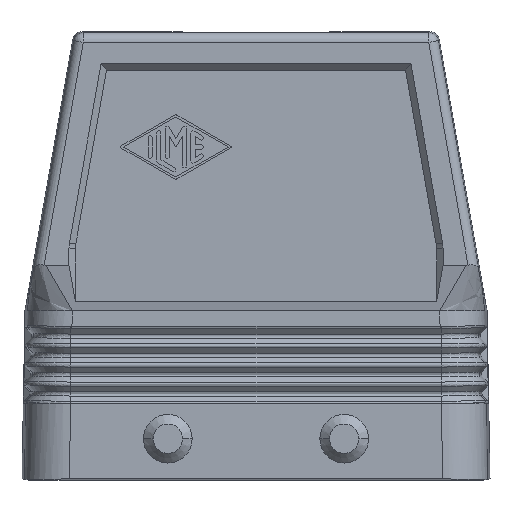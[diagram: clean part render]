
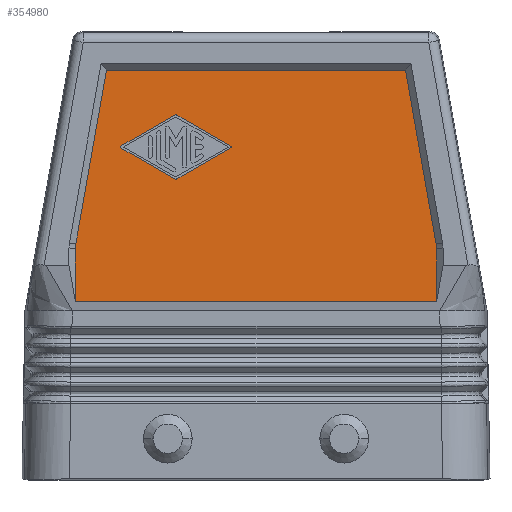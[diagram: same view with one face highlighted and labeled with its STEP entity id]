
A CAD part, left-side view. The second image highlights one B-rep face of the part: STEP entity #354980.
In plain terms, the highlighted planar face has unit normal (-1, 0, 0).
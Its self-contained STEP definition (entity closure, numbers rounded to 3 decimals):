
#179110=CARTESIAN_POINT('',(74.12,-0.695,
36.859));
#179120=VERTEX_POINT('',#179110);
#179300=CARTESIAN_POINT('',(74.12,-0.759,
36.123));
#179310=VERTEX_POINT('',#179300);
#179340=CARTESIAN_POINT('',(74.12,7.729,
35.752));
#179350=DIRECTION('',(1.,0.,0.));
#179360=DIRECTION('',(0.,0.996,-0.087));
#179370=AXIS2_PLACEMENT_3D('',#179340,#179350,#179360);
#179380=ELLIPSE('',#179370,8.504,6.002);
#179390=EDGE_CURVE('',#179120,#179310,#179380,.T.);
#201950=CARTESIAN_POINT('',(74.12,-0.759,
27.871));
#201960=VERTEX_POINT('',#201950);
#201990=CARTESIAN_POINT('',(74.12,-0.759,
34.229));
#202000=DIRECTION('',(0.,0.,1.));
#202010=VECTOR('',#202000,1.);
#202020=LINE('',#201990,#202010);
#202030=EDGE_CURVE('',#201960,#179310,#202020,.T.);
#258020=CARTESIAN_POINT('',(74.12,-1.158,
34.229));
#258030=DIRECTION('',(0.,0.174,0.985));
#258040=VECTOR('',#258030,1.);
#258050=LINE('',#258020,#258040);
#258060=CARTESIAN_POINT('',(74.12,4.087,
64.));
#258070=VERTEX_POINT('',#258060);
#258080=EDGE_CURVE('',#179120,#258070,#258050,.T.);
#273450=CARTESIAN_POINT('',(74.12,55.579,
36.129));
#273460=VERTEX_POINT('',#273450);
#273640=CARTESIAN_POINT('',(74.12,55.515,
36.865));
#273650=VERTEX_POINT('',#273640);
#273680=CARTESIAN_POINT('',(74.12,47.091,
35.758));
#273690=DIRECTION('',(1.,0.,0.));
#273700=DIRECTION('',(0.,0.996,0.087));
#273710=AXIS2_PLACEMENT_3D('',#273680,#273690,#273700);
#273720=ELLIPSE('',#273710,8.504,6.002);
#273730=EDGE_CURVE('',#273460,#273650,#273720,.T.);
#352860=CARTESIAN_POINT('',(74.12,25.163,
64.));
#352870=DIRECTION('',(0.,1.,0.));
#352880=VECTOR('',#352870,1.);
#352890=LINE('',#352860,#352880);
#352900=CARTESIAN_POINT('',(74.12,50.734,
64.));
#352910=VERTEX_POINT('',#352900);
#352920=EDGE_CURVE('',#258070,#352910,#352890,.T.);
#353220=CARTESIAN_POINT('',(74.12,55.979,
34.229));
#353230=DIRECTION('',(0.,-0.174,0.985));
#353240=VECTOR('',#353230,1.);
#353250=LINE('',#353220,#353240);
#353260=EDGE_CURVE('',#273650,#352910,#353250,.T.);
#353750=CARTESIAN_POINT('',(74.12,55.579,
34.229));
#353760=DIRECTION('',(0.,0.,1.));
#353770=VECTOR('',#353760,1.);
#353780=LINE('',#353750,#353770);
#353790=CARTESIAN_POINT('',(74.12,55.579,
27.871));
#353800=VERTEX_POINT('',#353790);
#353810=EDGE_CURVE('',#353800,#273460,#353780,.T.);
#354080=CARTESIAN_POINT('',(74.12,54.827,
50.993));
#354090=DIRECTION('',(1.,0.,0.));
#354100=DIRECTION('',(0.,1.,0.));
#354110=AXIS2_PLACEMENT_3D('',#354080,#354090,#354100);
#354120=PLANE('',#354110);
#354130=ORIENTED_EDGE('',*,*,#353810,.F.);
#354140=ORIENTED_EDGE('',*,*,#273730,.F.);
#354150=ORIENTED_EDGE('',*,*,#353260,.F.);
#354160=ORIENTED_EDGE('',*,*,#352920,.T.);
#354170=ORIENTED_EDGE('',*,*,#258080,.T.);
#354180=ORIENTED_EDGE('',*,*,#179390,.F.);
#354190=ORIENTED_EDGE('',*,*,#202030,.T.);
#354200=CARTESIAN_POINT('',(74.12,25.163,
27.871));
#354210=DIRECTION('',(0.,1.,0.));
#354220=VECTOR('',#354210,1.);
#354230=LINE('',#354200,#354220);
#354240=EDGE_CURVE('',#201960,#353800,#354230,.T.);
#354250=ORIENTED_EDGE('',*,*,#354240,.F.);
#354260=EDGE_LOOP('',(#354250,#354190,#354180,#354170,#354160,#354150,
#354140,#354130));
#354270=FACE_OUTER_BOUND('',#354260,.T.);
#354280=CARTESIAN_POINT('',(74.12,25.163,
65.477));
#354290=DIRECTION('',(0.,0.868,-0.496));
#354300=VECTOR('',#354290,1.);
#354310=LINE('',#354280,#354300);
#354320=CARTESIAN_POINT('',(74.12,40.071,
56.956));
#354330=VERTEX_POINT('',#354320);
#354340=CARTESIAN_POINT('',(74.12,48.487,
52.145));
#354350=VERTEX_POINT('',#354340);
#354360=EDGE_CURVE('',#354330,#354350,#354310,.T.);
#354370=ORIENTED_EDGE('',*,*,#354360,.F.);
#354380=CARTESIAN_POINT('',(74.12,48.405,52.));
#354390=DIRECTION('',(-1.,0.,0.));
#354400=DIRECTION('',(0.,-1.,0.));
#354410=AXIS2_PLACEMENT_3D('',#354380,#354390,#354400);
#354420=CIRCLE('',#354410,0.167);
#354430=CARTESIAN_POINT('',(74.12,48.487,
51.855));
#354440=VERTEX_POINT('',#354430);
#354450=EDGE_CURVE('',#354350,#354440,#354420,.T.);
#354460=ORIENTED_EDGE('',*,*,#354450,.F.);
#354470=CARTESIAN_POINT('',(74.12,25.163,
38.523));
#354480=DIRECTION('',(0.,-0.868,-0.496));
#354490=VECTOR('',#354480,1.);
#354500=LINE('',#354470,#354490);
#354510=CARTESIAN_POINT('',(74.12,40.071,
47.044));
#354520=VERTEX_POINT('',#354510);
#354530=EDGE_CURVE('',#354440,#354520,#354500,.T.);
#354540=ORIENTED_EDGE('',*,*,#354530,.F.);
#354550=CARTESIAN_POINT('',(74.12,39.906,47.334));
#354560=DIRECTION('',(-1.,0.,0.));
#354570=DIRECTION('',(0.,-1.,0.));
#354580=AXIS2_PLACEMENT_3D('',#354550,#354560,#354570);
#354590=CIRCLE('',#354580,0.333);
#354600=CARTESIAN_POINT('',(74.12,39.74,
47.044));
#354610=VERTEX_POINT('',#354600);
#354620=EDGE_CURVE('',#354520,#354610,#354590,.T.);
#354630=ORIENTED_EDGE('',*,*,#354620,.F.);
#354640=CARTESIAN_POINT('',(74.12,25.163,
55.377));
#354650=DIRECTION('',(0.,-0.868,0.496));
#354660=VECTOR('',#354650,1.);
#354670=LINE('',#354640,#354660);
#354680=CARTESIAN_POINT('',(74.12,31.324,
51.855));
#354690=VERTEX_POINT('',#354680);
#354700=EDGE_CURVE('',#354610,#354690,#354670,.T.);
#354710=ORIENTED_EDGE('',*,*,#354700,.F.);
#354720=CARTESIAN_POINT('',(74.12,31.407,52.));
#354730=DIRECTION('',(-1.,0.,0.));
#354740=DIRECTION('',(0.,-1.,0.));
#354750=AXIS2_PLACEMENT_3D('',#354720,#354730,#354740);
#354760=CIRCLE('',#354750,0.167);
#354770=CARTESIAN_POINT('',(74.12,31.324,
52.145));
#354780=VERTEX_POINT('',#354770);
#354790=EDGE_CURVE('',#354690,#354780,#354760,.T.);
#354800=ORIENTED_EDGE('',*,*,#354790,.F.);
#354810=CARTESIAN_POINT('',(74.12,25.163,
48.623));
#354820=DIRECTION('',(0.,0.868,0.496));
#354830=VECTOR('',#354820,1.);
#354840=LINE('',#354810,#354830);
#354850=CARTESIAN_POINT('',(74.12,39.74,
56.956));
#354860=VERTEX_POINT('',#354850);
#354870=EDGE_CURVE('',#354780,#354860,#354840,.T.);
#354880=ORIENTED_EDGE('',*,*,#354870,.F.);
#354890=CARTESIAN_POINT('',(74.12,39.906,56.666));
#354900=DIRECTION('',(-1.,0.,0.));
#354910=DIRECTION('',(0.,-1.,0.));
#354920=AXIS2_PLACEMENT_3D('',#354890,#354900,#354910);
#354930=CIRCLE('',#354920,0.333);
#354940=EDGE_CURVE('',#354860,#354330,#354930,.T.);
#354950=ORIENTED_EDGE('',*,*,#354940,.F.);
#354960=EDGE_LOOP('',(#354950,#354880,#354800,#354710,#354630,#354540,
#354460,#354370));
#354970=FACE_BOUND('',#354960,.T.);
#354980=ADVANCED_FACE('',(#354270,#354970),#354120,.F.);
